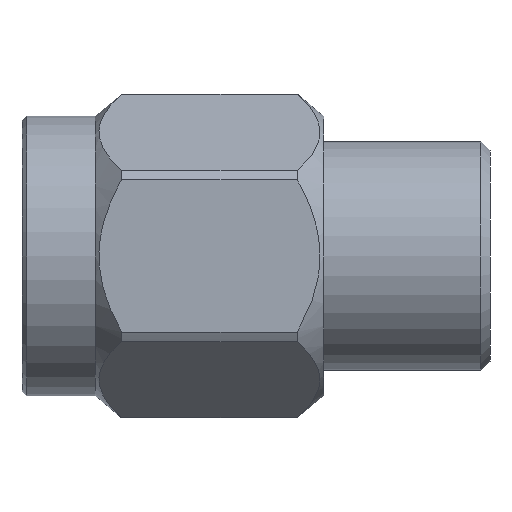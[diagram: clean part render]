
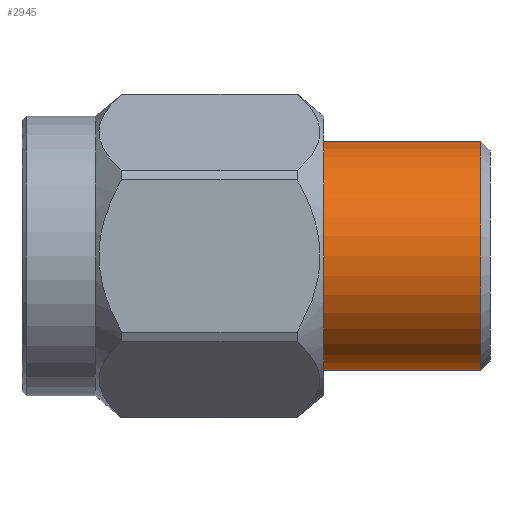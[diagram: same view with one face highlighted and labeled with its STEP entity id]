
A CAD part, front view. The second image highlights one B-rep face of the part: STEP entity #2945.
In plain terms, the highlighted cylindrical face has radius 3.175 mm (diameter 6.35 mm), a full revolution.
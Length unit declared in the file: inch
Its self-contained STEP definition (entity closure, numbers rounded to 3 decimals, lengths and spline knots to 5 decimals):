
#106 = ORIENTED_EDGE ( 'NONE', *, *, #2127, .T. ) ;
#387 = EDGE_CURVE ( 'NONE', #1564, #1564, #1794, .T. ) ;
#463 = CARTESIAN_POINT ( 'NONE',  ( 0.27819, 0., 0. ) ) ;
#643 = DIRECTION ( 'NONE',  ( 0., 0., -1. ) ) ;
#653 = CARTESIAN_POINT ( 'NONE',  ( 0.27819, 0., -0.125 ) ) ;
#670 = CARTESIAN_POINT ( 'NONE',  ( 0.50181, 0., 0. ) ) ;
#788 = AXIS2_PLACEMENT_3D ( 'NONE', #670, #2658, #643 ) ;
#846 = DIRECTION ( 'NONE',  ( 0., 0., 1. ) ) ;
#903 = CIRCLE ( 'NONE', #2016, 0.125 ) ;
#1107 = VERTEX_POINT ( 'NONE', #653 ) ;
#1454 = EDGE_LOOP ( 'NONE', ( #106 ) ) ;
#1564 = VERTEX_POINT ( 'NONE', #2584 ) ;
#1624 = EDGE_LOOP ( 'NONE', ( #3308 ) ) ;
#1794 = CIRCLE ( 'NONE', #788, 0.125 ) ;
#1910 = AXIS2_PLACEMENT_3D ( 'NONE', #2116, #3132, #846 ) ;
#2016 = AXIS2_PLACEMENT_3D ( 'NONE', #463, #2781, #2549 ) ;
#2081 = FACE_OUTER_BOUND ( 'NONE', #1454, .T. ) ;
#2116 = CARTESIAN_POINT ( 'NONE',  ( 1.16555, 0., 0. ) ) ;
#2127 = EDGE_CURVE ( 'NONE', #1107, #1107, #903, .T. ) ;
#2135 = FACE_OUTER_BOUND ( 'NONE', #1624, .T. ) ;
#2549 = DIRECTION ( 'NONE',  ( 0., 0., -1. ) ) ;
#2584 = CARTESIAN_POINT ( 'NONE',  ( 0.50181, 0., -0.125 ) ) ;
#2609 = CYLINDRICAL_SURFACE ( 'NONE', #1910, 0.125 ) ;
#2658 = DIRECTION ( 'NONE',  ( -1., 0., 0. ) ) ;
#2781 = DIRECTION ( 'NONE',  ( 1., 0., 0. ) ) ;
#2945 = ADVANCED_FACE ( 'NONE', ( #2135, #2081 ), #2609, .T. ) ;
#3132 = DIRECTION ( 'NONE',  ( -1., 0., 0. ) ) ;
#3308 = ORIENTED_EDGE ( 'NONE', *, *, #387, .T. ) ;
